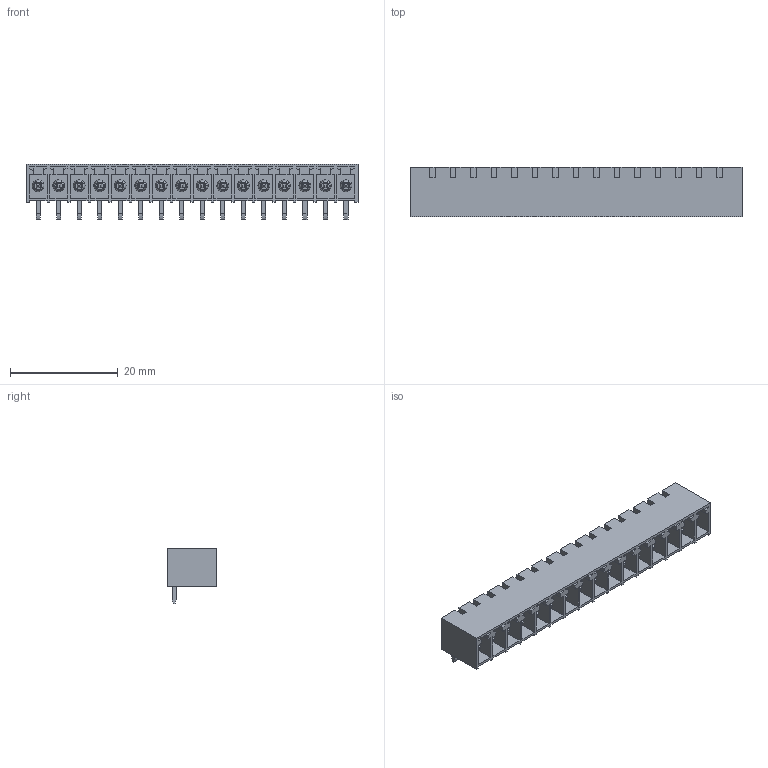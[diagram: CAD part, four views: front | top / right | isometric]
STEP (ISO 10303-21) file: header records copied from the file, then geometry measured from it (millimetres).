
FILE_DESCRIPTION(('CATIA V5 STEP Exchange','CAx-IF Rec.Pracs.--- Model Styling and Organization---1.2---2011-12-15'),'2;1');
FILE_NAME ('D1457648_0_1862800000_1862800000.stp','2018-10-15T17:11:32+00:00',('none'),('Weidmueller'),'CATIA Version 5-6 Release 2014','CATIA V5 STEP AP214','none');
FILE_SCHEMA(('AUTOMOTIVE_DESIGN { 1 0 10303 214 1 1 1 1 }'));
Length unit declared in the file: millimetre
Products named in the file (1): 1862800000
Bounding box: 61.65 x 9.2 x 10.27 mm (x, y, z)
Volume: 1540.3 mm3; surface area: 5837.8 mm2
Topology: 17 solids, 17 shells, 1172 faces, 3362 edges, 2272 vertices
Faces by surface type: plane 886, cylinder 222, torus 32, cone 32
Entity records: 34713 total; most frequent: ORIENTED_EDGE 6724, CARTESIAN_POINT 6389, DIRECTION 4422, EDGE_CURVE 3362, VECTOR 2790, LINE 2790, VERTEX_POINT 2272, EDGE_LOOP 1252
